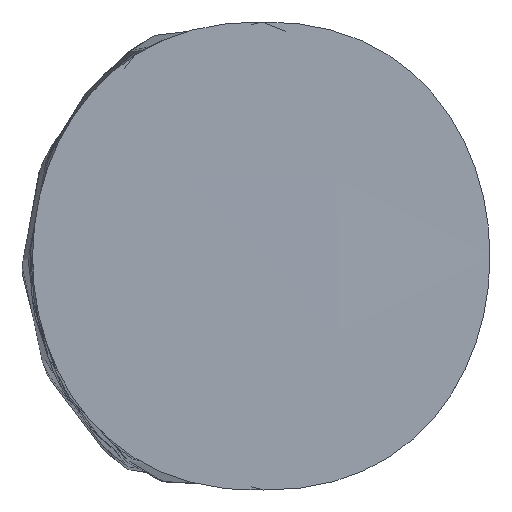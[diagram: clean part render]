
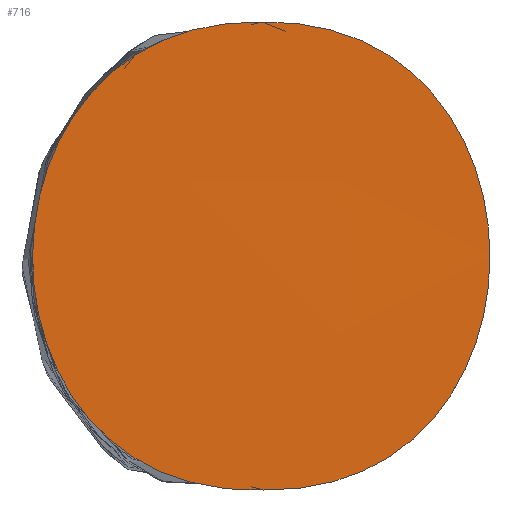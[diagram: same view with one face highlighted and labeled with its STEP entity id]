
A CAD part, left-side view. The second image highlights one B-rep face of the part: STEP entity #716.
In plain terms, the highlighted free-form (B-spline) face has degree [3, 3] with [4, 4] control points.
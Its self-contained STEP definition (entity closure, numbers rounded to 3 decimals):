
#648 = B_SPLINE_SURFACE_WITH_KNOTS('',3,3,(
    (#649,#650,#651,#652)
    ,(#653,#654,#655,#656)
    ,(#657,#658,#659,#660)
    ,(#661,#662,#663,#664
    )),.UNSPECIFIED.,.F.,.F.,.F.,(4,4),(4,4),(0.,1.),(0.,1.),
  .PIECEWISE_BEZIER_KNOTS.);
#649 = CARTESIAN_POINT('',(-1.007,-0.004,
    0.092));
#650 = CARTESIAN_POINT('',(-0.346,-0.008,
    0.104));
#651 = CARTESIAN_POINT('',(0.323,-0.008,
    0.1));
#652 = CARTESIAN_POINT('',(0.991,0.001,
    0.098));
#653 = CARTESIAN_POINT('',(-1.002,-0.126,
    0.087));
#654 = CARTESIAN_POINT('',(-0.332,-0.125,
    0.079));
#655 = CARTESIAN_POINT('',(0.331,-0.119,
    0.097));
#656 = CARTESIAN_POINT('',(1.,-0.129,
    0.086));
#657 = CARTESIAN_POINT('',(-1.002,-0.12,
    -0.086));
#658 = CARTESIAN_POINT('',(-0.327,-0.118,
    -0.08));
#659 = CARTESIAN_POINT('',(0.334,-0.125,
    -0.09));
#660 = CARTESIAN_POINT('',(1.003,-0.118,
    -0.082));
#661 = CARTESIAN_POINT('',(-0.993,0.001,
    -0.091));
#662 = CARTESIAN_POINT('',(-0.334,-0.007,
    -0.089));
#663 = CARTESIAN_POINT('',(0.343,0.003,
    -0.086));
#664 = CARTESIAN_POINT('',(1.003,0.005,
    -0.097));
#691 = B_SPLINE_SURFACE_WITH_KNOTS('',3,3,(
    (#692,#693,#694,#695)
    ,(#696,#697,#698,#699)
    ,(#700,#701,#702,#703)
    ,(#704,#705,#706,#707
    )),.UNSPECIFIED.,.F.,.F.,.F.,(4,4),(4,4),(0.,1.),(0.,1.),
  .PIECEWISE_BEZIER_KNOTS.);
#692 = CARTESIAN_POINT('',(-0.999,-0.008,
    -0.096));
#693 = CARTESIAN_POINT('',(-0.332,-0.001,
    -0.094));
#694 = CARTESIAN_POINT('',(0.328,0.001,
    -0.097));
#695 = CARTESIAN_POINT('',(0.99,-0.008,
    -0.105));
#696 = CARTESIAN_POINT('',(-0.997,0.123,
    -0.09));
#697 = CARTESIAN_POINT('',(-0.344,0.121,
    -0.102));
#698 = CARTESIAN_POINT('',(0.323,0.119,
    -0.092));
#699 = CARTESIAN_POINT('',(0.993,0.127,
    -0.093));
#700 = CARTESIAN_POINT('',(-0.99,0.118,
    0.091));
#701 = CARTESIAN_POINT('',(-0.322,0.125,0.102
    ));
#702 = CARTESIAN_POINT('',(0.338,0.128,
    0.092));
#703 = CARTESIAN_POINT('',(0.989,0.132,
    0.086));
#704 = CARTESIAN_POINT('',(-0.99,-0.006,
    0.108));
#705 = CARTESIAN_POINT('',(-0.335,-0.002,
    0.103));
#706 = CARTESIAN_POINT('',(0.331,0.004,
    0.108));
#707 = CARTESIAN_POINT('',(0.992,-0.002,
    0.104));
#716 = ADVANCED_FACE('',(#717),#732,.T.);
#717 = FACE_BOUND('',#718,.T.);
#718 = EDGE_LOOP('',(#719,#766));
#719 = ORIENTED_EDGE('',*,*,#720,.T.);
#720 = EDGE_CURVE('',#721,#723,#725,.T.);
#721 = VERTEX_POINT('',#722);
#722 = CARTESIAN_POINT('',(-1.,-0.002,
    -0.092));
#723 = VERTEX_POINT('',#724);
#724 = CARTESIAN_POINT('',(-1.,-0.002,
    0.099));
#725 = SURFACE_CURVE('',#726,(#731,#756),.PCURVE_S1.);
#726 = B_SPLINE_CURVE_WITH_KNOTS('',3,(#727,#728,#729,#730),
  .UNSPECIFIED.,.F.,.F.,(4,4),(0.,1.),.PIECEWISE_BEZIER_KNOTS.);
#727 = CARTESIAN_POINT('',(-1.,-0.002,
    -0.092));
#728 = CARTESIAN_POINT('',(-1.,-0.126,
    -0.094));
#729 = CARTESIAN_POINT('',(-1.,-0.125,
    0.101));
#730 = CARTESIAN_POINT('',(-1.,-0.002,
    0.099));
#731 = PCURVE('',#732,#749);
#732 = B_SPLINE_SURFACE_WITH_KNOTS('',3,3,(
    (#733,#734,#735,#736)
    ,(#737,#738,#739,#740)
    ,(#741,#742,#743,#744)
    ,(#745,#746,#747,#748
    )),.UNSPECIFIED.,.F.,.F.,.F.,(4,4),(4,4),(0.,1.),(0.,1.),
  .PIECEWISE_BEZIER_KNOTS.);
#733 = CARTESIAN_POINT('',(-1.,-0.107,
    -0.099));
#734 = CARTESIAN_POINT('',(-0.999,-0.041,
    -0.099));
#735 = CARTESIAN_POINT('',(-1.,0.024,
    -0.098));
#736 = CARTESIAN_POINT('',(-1.,0.09,
    -0.099));
#737 = CARTESIAN_POINT('',(-1.,-0.106,
    -0.034));
#738 = CARTESIAN_POINT('',(-1.002,-0.04,
    -0.032));
#739 = CARTESIAN_POINT('',(-0.999,0.024,
    -0.033));
#740 = CARTESIAN_POINT('',(-1.,0.091,
    -0.033));
#741 = CARTESIAN_POINT('',(-1.001,-0.107,
    0.033));
#742 = CARTESIAN_POINT('',(-0.999,-0.041,
    0.032));
#743 = CARTESIAN_POINT('',(-1.,0.026,
    0.033));
#744 = CARTESIAN_POINT('',(-1.,0.09,
    0.033));
#745 = CARTESIAN_POINT('',(-0.999,-0.106,
    0.097));
#746 = CARTESIAN_POINT('',(-1.,-0.04,
    0.098));
#747 = CARTESIAN_POINT('',(-0.999,0.026,
    0.098));
#748 = CARTESIAN_POINT('',(-1.,0.092,
    0.098));
#749 = DEFINITIONAL_REPRESENTATION('',(#750),#755);
#750 = B_SPLINE_CURVE_WITH_KNOTS('',3,(#751,#752,#753,#754),
  .UNSPECIFIED.,.F.,.F.,(4,4),(0.,1.),.PIECEWISE_BEZIER_KNOTS.);
#751 = CARTESIAN_POINT('',(0.035,0.53));
#752 = CARTESIAN_POINT('',(0.024,-0.094));
#753 = CARTESIAN_POINT('',(1.017,-0.097));
#754 = CARTESIAN_POINT('',(1.004,0.525));
#755 = ( GEOMETRIC_REPRESENTATION_CONTEXT(2) 
PARAMETRIC_REPRESENTATION_CONTEXT() REPRESENTATION_CONTEXT('2D SPACE',''
  ) );
#756 = PCURVE('',#648,#757);
#757 = DEFINITIONAL_REPRESENTATION('',(#758),#765);
#758 = B_SPLINE_CURVE_WITH_KNOTS('',5,(#759,#760,#761,#762,#763,#764),
  .UNSPECIFIED.,.F.,.F.,(6,6),(0.,1.),.PIECEWISE_BEZIER_KNOTS.);
#759 = CARTESIAN_POINT('',(0.99,-0.003));
#760 = CARTESIAN_POINT('',(0.782,-0.002));
#761 = CARTESIAN_POINT('',(0.654,-0.001));
#762 = CARTESIAN_POINT('',(0.321,0.001));
#763 = CARTESIAN_POINT('',(0.195,0.002));
#764 = CARTESIAN_POINT('',(-0.005,0.004));
#765 = ( GEOMETRIC_REPRESENTATION_CONTEXT(2) 
PARAMETRIC_REPRESENTATION_CONTEXT() REPRESENTATION_CONTEXT('2D SPACE',''
  ) );
#766 = ORIENTED_EDGE('',*,*,#767,.T.);
#767 = EDGE_CURVE('',#723,#721,#768,.T.);
#768 = SURFACE_CURVE('',#769,(#774,#783),.PCURVE_S1.);
#769 = B_SPLINE_CURVE_WITH_KNOTS('',3,(#770,#771,#772,#773),
  .UNSPECIFIED.,.F.,.F.,(4,4),(0.,1.),.PIECEWISE_BEZIER_KNOTS.);
#770 = CARTESIAN_POINT('',(-1.,-0.002,
    0.099));
#771 = CARTESIAN_POINT('',(-0.999,0.122,0.101
    ));
#772 = CARTESIAN_POINT('',(-1.,0.123,
    -0.095));
#773 = CARTESIAN_POINT('',(-1.,-0.002,
    -0.092));
#774 = PCURVE('',#732,#775);
#775 = DEFINITIONAL_REPRESENTATION('',(#776),#782);
#776 = B_SPLINE_CURVE_WITH_KNOTS('',4,(#777,#778,#779,#780,#781),
  .UNSPECIFIED.,.F.,.F.,(5,5),(0.,1.),.PIECEWISE_BEZIER_KNOTS.);
#777 = CARTESIAN_POINT('',(1.004,0.525));
#778 = CARTESIAN_POINT('',(1.012,0.995));
#779 = CARTESIAN_POINT('',(0.52,1.163));
#780 = CARTESIAN_POINT('',(0.019,1.008));
#781 = CARTESIAN_POINT('',(0.035,0.53));
#782 = ( GEOMETRIC_REPRESENTATION_CONTEXT(2) 
PARAMETRIC_REPRESENTATION_CONTEXT() REPRESENTATION_CONTEXT('2D SPACE',''
  ) );
#783 = PCURVE('',#691,#784);
#784 = DEFINITIONAL_REPRESENTATION('',(#785),#791);
#785 = B_SPLINE_CURVE_WITH_KNOTS('',4,(#786,#787,#788,#789,#790),
  .UNSPECIFIED.,.F.,.F.,(5,5),(0.,1.),.PIECEWISE_BEZIER_KNOTS.);
#786 = CARTESIAN_POINT('',(0.988,-0.003));
#787 = CARTESIAN_POINT('',(0.734,-0.003));
#788 = CARTESIAN_POINT('',(0.512,-0.002));
#789 = CARTESIAN_POINT('',(0.263,-0.001));
#790 = CARTESIAN_POINT('',(0.016,-0.001));
#791 = ( GEOMETRIC_REPRESENTATION_CONTEXT(2) 
PARAMETRIC_REPRESENTATION_CONTEXT() REPRESENTATION_CONTEXT('2D SPACE',''
  ) );
